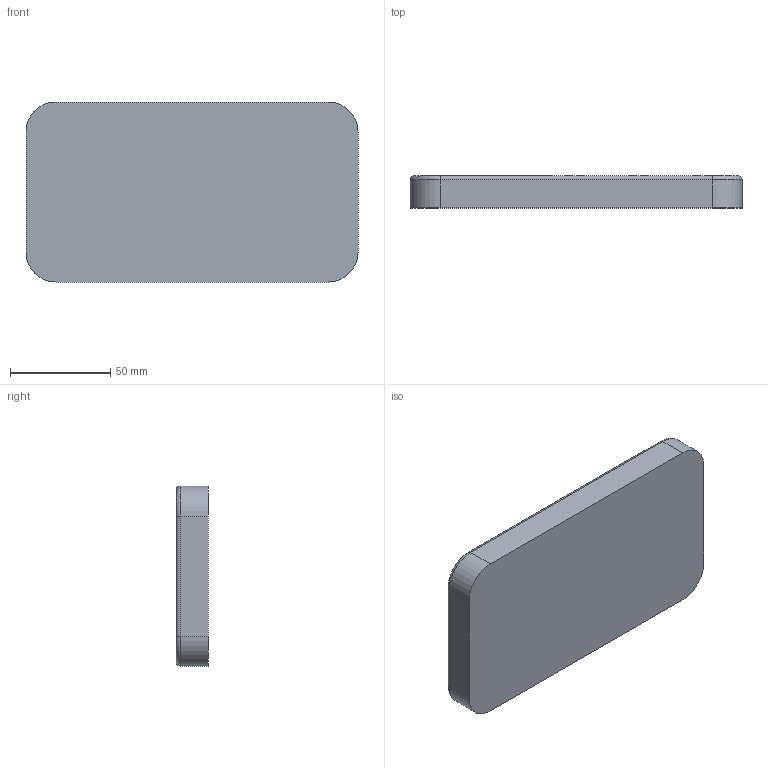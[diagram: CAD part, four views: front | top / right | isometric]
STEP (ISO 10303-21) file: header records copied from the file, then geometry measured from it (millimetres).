
FILE_DESCRIPTION(/* description */ (''),/* implementation_level */ '2;1');
FILE_NAME(/* name */ 'finemotortest v10.step',/* time_stamp */ '2025-06-23T10:17:27+02:00',/* author */ (''),/* organization */ (''),/* preprocessor_version */ 'ST-DEVELOPER v20.1',/* originating_system */ 'Autodesk Translation Framework v14.10.0.0',/* authorisation */ '');
FILE_SCHEMA (('AUTOMOTIVE_DESIGN { 1 0 10303 214 3 1 1 }'));
Length unit declared in the file: millimetre
Products named in the file (1): finemotortest
Bounding box: 166 x 16 x 90 mm (x, y, z)
Volume: 182329.8 mm3; surface area: 41216.9 mm2
Topology: 1 solids, 1 shells, 55 faces, 120 edges, 76 vertices
Faces by surface type: cylinder 25, plane 17, torus 13
Full cylindrical faces by diameter (mm): 7.1 x9
Entity records: 1578 total; most frequent: DIRECTION 303, CARTESIAN_POINT 272, ORIENTED_EDGE 240, AXIS2_PLACEMENT_3D 131, EDGE_CURVE 120, VERTEX_POINT 76, CIRCLE 67, EDGE_LOOP 64
